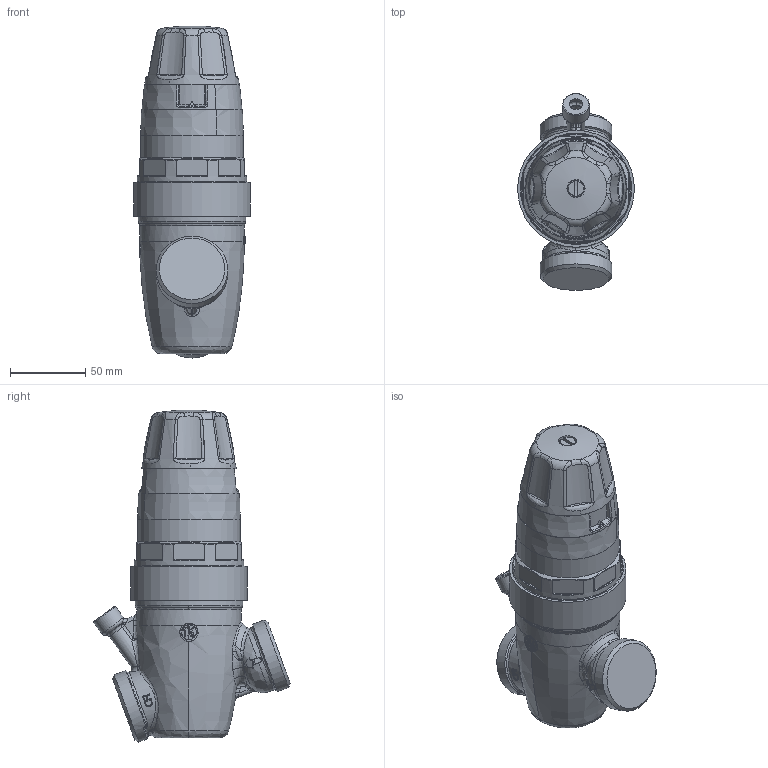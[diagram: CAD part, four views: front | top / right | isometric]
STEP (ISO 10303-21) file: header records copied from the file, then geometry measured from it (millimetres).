
FILE_DESCRIPTION(/* description */ (''),/* implementation_level */ '2;1');
FILE_NAME(/* name */ '535870HA.stp',/* time_stamp */ '2025-08-19T11:06:45-05:00',/* author */ ('ischreiner'),/* organization */ (''),/* preprocessor_version */ 'ST-DEVELOPER v20',/* originating_system */ 'Autodesk Inventor 2025',/* authorisation */ '');
FILE_SCHEMA (('AUTOMOTIVE_DESIGN { 1 0 10303 214 3 1 1 }'));
Length unit declared in the file: inch
Products named in the file (1): 535870HA
Bounding box: 77.72 x 130.75 x 220.8 mm (x, y, z)
Volume: 805269.3 mm3; surface area: 70597.6 mm2
Topology: 9 solids, 33 shells, 1728 faces, 4131 edges, 2349 vertices
Faces by surface type: bspline 738, cylinder 459, plane 293, torus 130, sphere 61, cone 47
Full cylindrical faces by diameter (mm): 7.95 x1, 11 x1, 12 x1, 18 x1, 44 x1, 47.6 x2, 68 x1, 69.5 x1, 71.5 x1, 73 x1, 74 x1, 74.041 x1, 77.724 x1
Entity records: 101064 total; most frequent: CARTESIAN_POINT 65315, ORIENTED_EDGE 7978, DIRECTION 6221, EDGE_CURVE 3989, AXIS2_PLACEMENT_3D 2684, VERTEX_POINT 2349, EDGE_LOOP 1754, FACE_OUTER_BOUND 1728
